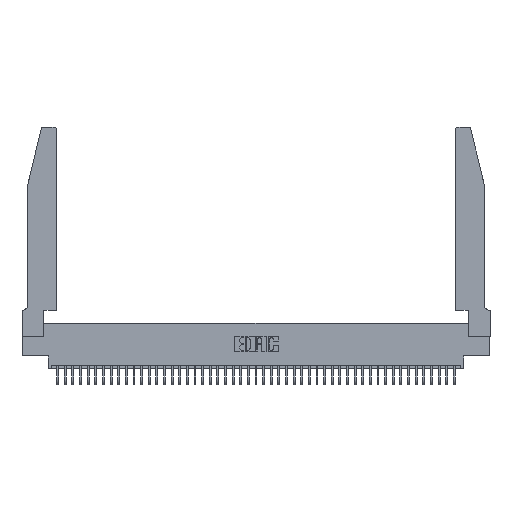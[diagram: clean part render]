
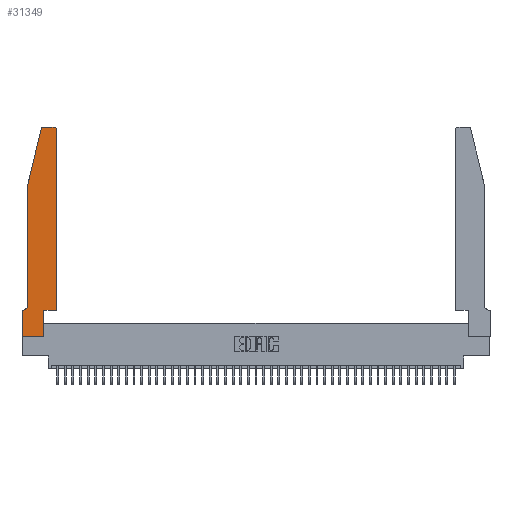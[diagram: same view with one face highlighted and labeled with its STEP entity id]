
A CAD part, top view. The second image highlights one B-rep face of the part: STEP entity #31349.
In plain terms, the highlighted planar face has unit normal (0, 0, 1).
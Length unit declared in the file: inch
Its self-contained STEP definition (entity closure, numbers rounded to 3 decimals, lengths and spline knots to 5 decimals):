
#749 = DIRECTION ( 'NONE',  ( 1., 0., 0. ) ) ;
#1829 = CARTESIAN_POINT ( 'NONE',  ( 0., 0., 0.37 ) ) ;
#3089 = AXIS2_PLACEMENT_3D ( 'NONE', #23335, #19555, #41578 ) ;
#3334 = ORIENTED_EDGE ( 'NONE', *, *, #14832, .T. ) ;
#3433 = VERTEX_POINT ( 'NONE', #23154 ) ;
#3470 = CIRCLE ( 'NONE', #34284, 0.07 ) ;
#4303 = CARTESIAN_POINT ( 'NONE',  ( 0.2865, 0.35, 0.37 ) ) ;
#4421 = LINE ( 'NONE', #41869, #41638 ) ;
#6076 = VERTEX_POINT ( 'NONE', #29009 ) ;
#6628 = ORIENTED_EDGE ( 'NONE', *, *, #39441, .T. ) ;
#6912 = LINE ( 'NONE', #23178, #15939 ) ;
#7229 = VERTEX_POINT ( 'NONE', #12521 ) ;
#7801 = DIRECTION ( 'NONE',  ( 0., 1., 0. ) ) ;
#8509 = DIRECTION ( 'NONE',  ( -0.239, -0.971, 0. ) ) ;
#9032 = VERTEX_POINT ( 'NONE', #9183 ) ;
#9127 = ORIENTED_EDGE ( 'NONE', *, *, #44418, .T. ) ;
#9183 = CARTESIAN_POINT ( 'NONE',  ( 0., 0.35, 0.37 ) ) ;
#9191 = EDGE_CURVE ( 'NONE', #18210, #9032, #30860, .T. ) ;
#9655 = VECTOR ( 'NONE', #30913, 39.37008 ) ;
#10997 = CARTESIAN_POINT ( 'NONE',  ( 0.2865, 0., 0.37 ) ) ;
#11208 = ORIENTED_EDGE ( 'NONE', *, *, #42154, .T. ) ;
#11518 = LINE ( 'NONE', #4303, #41941 ) ;
#12229 = CARTESIAN_POINT ( 'NONE',  ( 0.284, 2.72, 0.37 ) ) ;
#12521 = CARTESIAN_POINT ( 'NONE',  ( 0.0755, 2., 0.37 ) ) ;
#12936 = ORIENTED_EDGE ( 'NONE', *, *, #37233, .T. ) ;
#13540 = LINE ( 'NONE', #19943, #37072 ) ;
#14682 = ORIENTED_EDGE ( 'NONE', *, *, #17008, .T. ) ;
#14832 = EDGE_CURVE ( 'NONE', #33114, #43578, #4421, .T. ) ;
#15939 = VECTOR ( 'NONE', #30063, 39.37008 ) ;
#16130 = FACE_OUTER_BOUND ( 'NONE', #17117, .T. ) ;
#16628 = LINE ( 'NONE', #1829, #37411 ) ;
#16930 = CARTESIAN_POINT ( 'NONE',  ( 0.2865, 0.35, 0.37 ) ) ;
#17008 = EDGE_CURVE ( 'NONE', #9032, #33114, #16628, .T. ) ;
#17117 = EDGE_LOOP ( 'NONE', ( #11208, #19169, #45607, #6628, #9127, #36836, #14682, #3334, #12936, #36416, #30927, #37635 ) ) ;
#17382 = CARTESIAN_POINT ( 'NONE',  ( 0.0055, 0.42, 0.37 ) ) ;
#17826 = DIRECTION ( 'NONE',  ( -1., 0., 0. ) ) ;
#18210 = VERTEX_POINT ( 'NONE', #19376 ) ;
#18790 = LINE ( 'NONE', #36373, #32278 ) ;
#19127 = CIRCLE ( 'NONE', #33424, 0.03 ) ;
#19169 = ORIENTED_EDGE ( 'NONE', *, *, #24018, .T. ) ;
#19237 = DIRECTION ( 'NONE',  ( 0., 0., 1. ) ) ;
#19376 = CARTESIAN_POINT ( 'NONE',  ( 0.0055, 0.35, 0.37 ) ) ;
#19555 = DIRECTION ( 'NONE',  ( 0., 0., 1. ) ) ;
#19781 = VERTEX_POINT ( 'NONE', #33354 ) ;
#19943 = CARTESIAN_POINT ( 'NONE',  ( 0.2605, 2.75, 0.37 ) ) ;
#20013 = VECTOR ( 'NONE', #8509, 39.37008 ) ;
#21590 = CARTESIAN_POINT ( 'NONE',  ( 0.0755, 2., 0.37 ) ) ;
#21798 = CARTESIAN_POINT ( 'NONE',  ( 0.284, 2.75, 0.37 ) ) ;
#22472 = VERTEX_POINT ( 'NONE', #21798 ) ;
#22701 = PLANE ( 'NONE',  #25775 ) ;
#23154 = CARTESIAN_POINT ( 'NONE',  ( 0.25487, 2.72718, 0.37 ) ) ;
#23178 = CARTESIAN_POINT ( 'NONE',  ( 0.4505, 0.35, 0.37 ) ) ;
#23260 = DIRECTION ( 'NONE',  ( 0., 0., 1. ) ) ;
#23335 = CARTESIAN_POINT ( 'NONE',  ( 0.4205, 2.72, 0.37 ) ) ;
#23389 = CARTESIAN_POINT ( 'NONE',  ( 0.0755, 2., 0.37 ) ) ;
#23602 = DIRECTION ( 'NONE',  ( 1., 0., 0. ) ) ;
#24018 = EDGE_CURVE ( 'NONE', #22472, #3433, #19127, .T. ) ;
#24557 = CARTESIAN_POINT ( 'NONE',  ( 0.0755, 0.35, 0.37 ) ) ;
#24580 = DIRECTION ( 'NONE',  ( -1., 0., 0. ) ) ;
#24604 = VERTEX_POINT ( 'NONE', #16930 ) ;
#25341 = DIRECTION ( 'NONE',  ( 0., 1., 0. ) ) ;
#25775 = AXIS2_PLACEMENT_3D ( 'NONE', #37013, #19237, #749 ) ;
#29009 = CARTESIAN_POINT ( 'NONE',  ( 0.4505, 0.35, 0.37 ) ) ;
#29110 = CIRCLE ( 'NONE', #3089, 0.03 ) ;
#29597 = CARTESIAN_POINT ( 'NONE',  ( 0., 0., 0.37 ) ) ;
#29616 = EDGE_CURVE ( 'NONE', #30697, #38377, #29110, .T. ) ;
#30063 = DIRECTION ( 'NONE',  ( 1., 0., 0. ) ) ;
#30697 = VERTEX_POINT ( 'NONE', #43248 ) ;
#30860 = LINE ( 'NONE', #24557, #40963 ) ;
#30913 = DIRECTION ( 'NONE',  ( 0., -1., 0. ) ) ;
#30927 = ORIENTED_EDGE ( 'NONE', *, *, #37875, .T. ) ;
#31349 = ADVANCED_FACE ( 'NONE', ( #16130 ), #22701, .T. ) ;
#32278 = VECTOR ( 'NONE', #25341, 39.37008 ) ;
#33114 = VERTEX_POINT ( 'NONE', #29597 ) ;
#33194 = EDGE_CURVE ( 'NONE', #24604, #6076, #6912, .T. ) ;
#33354 = CARTESIAN_POINT ( 'NONE',  ( 0.0755, 0.42, 0.37 ) ) ;
#33424 = AXIS2_PLACEMENT_3D ( 'NONE', #12229, #23260, #34240 ) ;
#33460 = LINE ( 'NONE', #21590, #20013 ) ;
#34240 = DIRECTION ( 'NONE',  ( 1., 0., 0. ) ) ;
#34284 = AXIS2_PLACEMENT_3D ( 'NONE', #17382, #35597, #24580 ) ;
#35597 = DIRECTION ( 'NONE',  ( 0., 0., -1. ) ) ;
#35871 = CARTESIAN_POINT ( 'NONE',  ( 0.4205, 2.75, 0.37 ) ) ;
#36373 = CARTESIAN_POINT ( 'NONE',  ( 0.4505, 0.35, 0.37 ) ) ;
#36416 = ORIENTED_EDGE ( 'NONE', *, *, #33194, .T. ) ;
#36836 = ORIENTED_EDGE ( 'NONE', *, *, #9191, .T. ) ;
#37013 = CARTESIAN_POINT ( 'NONE',  ( 0., 0.35, 0.37 ) ) ;
#37072 = VECTOR ( 'NONE', #38661, 39.37008 ) ;
#37233 = EDGE_CURVE ( 'NONE', #43578, #24604, #11518, .T. ) ;
#37411 = VECTOR ( 'NONE', #42938, 39.37008 ) ;
#37635 = ORIENTED_EDGE ( 'NONE', *, *, #29616, .T. ) ;
#37875 = EDGE_CURVE ( 'NONE', #6076, #30697, #18790, .T. ) ;
#38377 = VERTEX_POINT ( 'NONE', #35871 ) ;
#38661 = DIRECTION ( 'NONE',  ( -1., 0., 0. ) ) ;
#39441 = EDGE_CURVE ( 'NONE', #7229, #19781, #39995, .T. ) ;
#39995 = LINE ( 'NONE', #23389, #9655 ) ;
#40963 = VECTOR ( 'NONE', #17826, 39.37008 ) ;
#41578 = DIRECTION ( 'NONE',  ( 1., 0., 0. ) ) ;
#41638 = VECTOR ( 'NONE', #23602, 39.37008 ) ;
#41869 = CARTESIAN_POINT ( 'NONE',  ( 0., 0., 0.37 ) ) ;
#41941 = VECTOR ( 'NONE', #7801, 39.37008 ) ;
#42154 = EDGE_CURVE ( 'NONE', #38377, #22472, #13540, .T. ) ;
#42938 = DIRECTION ( 'NONE',  ( 0., -1., 0. ) ) ;
#43046 = EDGE_CURVE ( 'NONE', #3433, #7229, #33460, .T. ) ;
#43248 = CARTESIAN_POINT ( 'NONE',  ( 0.4505, 2.72, 0.37 ) ) ;
#43578 = VERTEX_POINT ( 'NONE', #10997 ) ;
#44418 = EDGE_CURVE ( 'NONE', #19781, #18210, #3470, .T. ) ;
#45607 = ORIENTED_EDGE ( 'NONE', *, *, #43046, .T. ) ;
